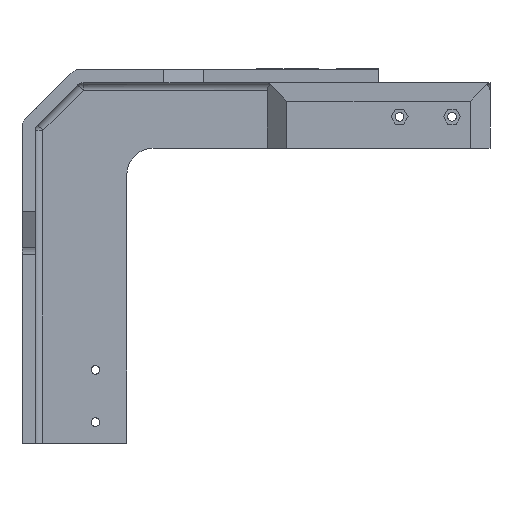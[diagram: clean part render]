
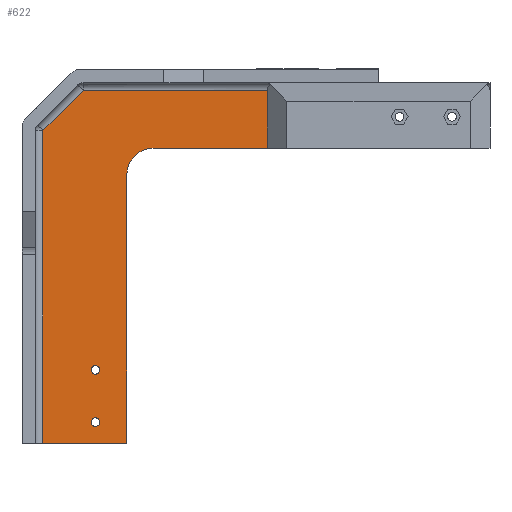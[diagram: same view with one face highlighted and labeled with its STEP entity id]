
A CAD part, front view. The second image highlights one B-rep face of the part: STEP entity #622.
In plain terms, the highlighted planar face has unit normal (0, -1, 0).
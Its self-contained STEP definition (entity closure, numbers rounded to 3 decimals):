
#78 = CARTESIAN_POINT ( 'NONE',  ( -42.5, 350., 134.5 ) ) ;
#136 = FACE_OUTER_BOUND ( 'NONE', #9628, .T. ) ;
#169 = DIRECTION ( 'NONE',  ( 0., 0., 1. ) ) ;
#252 = VECTOR ( 'NONE', #6106, 1000. ) ;
#622 = ADVANCED_FACE ( 'NONE', ( #136, #1344, #12126 ), #7971, .F. ) ;
#947 = CARTESIAN_POINT ( 'NONE',  ( -128.879, 350., 118.308 ) ) ;
#1048 = CARTESIAN_POINT ( 'NONE',  ( 0., 350., 112.5 ) ) ;
#1089 = ORIENTED_EDGE ( 'NONE', *, *, #10676, .T. ) ;
#1344 = FACE_BOUND ( 'NONE', #9772, .T. ) ;
#1355 = DIRECTION ( 'NONE',  ( 0., 1., 0. ) ) ;
#1457 = CARTESIAN_POINT ( 'NONE',  ( -108., 350., 9.65 ) ) ;
#1490 = EDGE_CURVE ( 'NONE', #8599, #6515, #13931, .T. ) ;
#1662 = AXIS2_PLACEMENT_3D ( 'NONE', #14766, #5833, #12214 ) ;
#2037 = AXIS2_PLACEMENT_3D ( 'NONE', #10777, #4240, #9475 ) ;
#2048 = VERTEX_POINT ( 'NONE', #11411 ) ;
#2293 = CARTESIAN_POINT ( 'NONE',  ( 0., 350., 134.5 ) ) ;
#3125 = CARTESIAN_POINT ( 'NONE',  ( -42.5, 350., 0. ) ) ;
#3382 = EDGE_CURVE ( 'NONE', #16451, #9211, #7559, .T. ) ;
#3566 = CARTESIAN_POINT ( 'NONE',  ( -128., 350., 0. ) ) ;
#3614 = EDGE_CURVE ( 'NONE', #11929, #8599, #3673, .T. ) ;
#3673 = LINE ( 'NONE', #7481, #8161 ) ;
#3685 = LINE ( 'NONE', #947, #252 ) ;
#3771 = CARTESIAN_POINT ( 'NONE',  ( -96., 350., 0. ) ) ;
#3989 = VECTOR ( 'NONE', #6215, 1000. ) ;
#4091 = AXIS2_PLACEMENT_3D ( 'NONE', #14315, #1355, #169 ) ;
#4240 = DIRECTION ( 'NONE',  ( 0., 1., 0. ) ) ;
#4274 = ORIENTED_EDGE ( 'NONE', *, *, #3382, .T. ) ;
#4363 = EDGE_CURVE ( 'NONE', #6515, #2048, #6275, .T. ) ;
#4470 = EDGE_CURVE ( 'NONE', #7756, #13351, #15637, .T. ) ;
#5543 = EDGE_CURVE ( 'NONE', #12187, #10230, #16363, .T. ) ;
#5551 = CARTESIAN_POINT ( 'NONE',  ( -96., 350., 102.5 ) ) ;
#5770 = VECTOR ( 'NONE', #7336, 1000. ) ;
#5799 = EDGE_LOOP ( 'NONE', ( #16616, #7900 ) ) ;
#5833 = DIRECTION ( 'NONE',  ( 0., 1., 0. ) ) ;
#5994 = DIRECTION ( 'NONE',  ( 0., 0., 1. ) ) ;
#6106 = DIRECTION ( 'NONE',  ( -0.707, 0., -0.707 ) ) ;
#6132 = DIRECTION ( 'NONE',  ( 1., 0., 0. ) ) ;
#6154 = DIRECTION ( 'NONE',  ( 0., 1., 0. ) ) ;
#6215 = DIRECTION ( 'NONE',  ( -1., 0., 0. ) ) ;
#6275 = CIRCLE ( 'NONE', #4091, 10. ) ;
#6515 = VERTEX_POINT ( 'NONE', #5551 ) ;
#7071 = CARTESIAN_POINT ( 'NONE',  ( -112.686, 350., 134.5 ) ) ;
#7081 = CARTESIAN_POINT ( 'NONE',  ( -108., 350., 26.35 ) ) ;
#7111 = CARTESIAN_POINT ( 'NONE',  ( -96., 350., 0. ) ) ;
#7336 = DIRECTION ( 'NONE',  ( 0., 0., 1. ) ) ;
#7481 = CARTESIAN_POINT ( 'NONE',  ( -128., 350., 0. ) ) ;
#7482 = ORIENTED_EDGE ( 'NONE', *, *, #4363, .T. ) ;
#7559 = LINE ( 'NONE', #3125, #14070 ) ;
#7714 = EDGE_CURVE ( 'NONE', #12157, #14082, #3685, .T. ) ;
#7756 = VERTEX_POINT ( 'NONE', #14007 ) ;
#7900 = ORIENTED_EDGE ( 'NONE', *, *, #4470, .T. ) ;
#7926 = ORIENTED_EDGE ( 'NONE', *, *, #7714, .T. ) ;
#7971 = PLANE ( 'NONE',  #16384 ) ;
#8161 = VECTOR ( 'NONE', #6132, 1000. ) ;
#8599 = VERTEX_POINT ( 'NONE', #3771 ) ;
#8919 = EDGE_CURVE ( 'NONE', #10230, #12187, #14015, .T. ) ;
#9211 = VERTEX_POINT ( 'NONE', #78 ) ;
#9247 = DIRECTION ( 'NONE',  ( 0., 0., -1. ) ) ;
#9470 = ORIENTED_EDGE ( 'NONE', *, *, #3614, .T. ) ;
#9475 = DIRECTION ( 'NONE',  ( 0., 0., 1. ) ) ;
#9628 = EDGE_LOOP ( 'NONE', ( #10448, #7482, #1089, #4274, #15867, #7926, #11351, #9470 ) ) ;
#9632 = EDGE_CURVE ( 'NONE', #14082, #11929, #14393, .T. ) ;
#9772 = EDGE_LOOP ( 'NONE', ( #13000, #13995 ) ) ;
#9916 = VECTOR ( 'NONE', #9247, 1000. ) ;
#9955 = CARTESIAN_POINT ( 'NONE',  ( -42.5, 350., 112.5 ) ) ;
#10014 = CARTESIAN_POINT ( 'NONE',  ( -108., 350., 8. ) ) ;
#10062 = DIRECTION ( 'NONE',  ( 0., 1., 0. ) ) ;
#10230 = VERTEX_POINT ( 'NONE', #1457 ) ;
#10448 = ORIENTED_EDGE ( 'NONE', *, *, #1490, .T. ) ;
#10676 = EDGE_CURVE ( 'NONE', #2048, #16451, #16724, .T. ) ;
#10777 = CARTESIAN_POINT ( 'NONE',  ( -108., 350., 28. ) ) ;
#10923 = LINE ( 'NONE', #2293, #3989 ) ;
#11351 = ORIENTED_EDGE ( 'NONE', *, *, #9632, .T. ) ;
#11411 = CARTESIAN_POINT ( 'NONE',  ( -86., 350., 112.5 ) ) ;
#11892 = CARTESIAN_POINT ( 'NONE',  ( 0., 350., 0. ) ) ;
#11929 = VERTEX_POINT ( 'NONE', #3566 ) ;
#12126 = FACE_BOUND ( 'NONE', #5799, .T. ) ;
#12157 = VERTEX_POINT ( 'NONE', #7071 ) ;
#12187 = VERTEX_POINT ( 'NONE', #14978 ) ;
#12214 = DIRECTION ( 'NONE',  ( 0., 0., 1. ) ) ;
#12424 = DIRECTION ( 'NONE',  ( 0., 0., 1. ) ) ;
#12811 = CARTESIAN_POINT ( 'NONE',  ( -128., 350., 119.186 ) ) ;
#12872 = DIRECTION ( 'NONE',  ( 1., 0., 0. ) ) ;
#13000 = ORIENTED_EDGE ( 'NONE', *, *, #5543, .T. ) ;
#13209 = DIRECTION ( 'NONE',  ( 0., 0., 1. ) ) ;
#13308 = EDGE_CURVE ( 'NONE', #13351, #7756, #15783, .T. ) ;
#13351 = VERTEX_POINT ( 'NONE', #7081 ) ;
#13498 = AXIS2_PLACEMENT_3D ( 'NONE', #10014, #10062, #12424 ) ;
#13931 = LINE ( 'NONE', #7111, #5770 ) ;
#13952 = AXIS2_PLACEMENT_3D ( 'NONE', #15027, #6154, #5994 ) ;
#13995 = ORIENTED_EDGE ( 'NONE', *, *, #8919, .T. ) ;
#14007 = CARTESIAN_POINT ( 'NONE',  ( -108., 350., 29.65 ) ) ;
#14015 = CIRCLE ( 'NONE', #13498, 1.65 ) ;
#14070 = VECTOR ( 'NONE', #16083, 1000. ) ;
#14077 = EDGE_CURVE ( 'NONE', #9211, #12157, #10923, .T. ) ;
#14082 = VERTEX_POINT ( 'NONE', #12811 ) ;
#14315 = CARTESIAN_POINT ( 'NONE',  ( -86., 350., 102.5 ) ) ;
#14393 = LINE ( 'NONE', #15839, #9916 ) ;
#14457 = DIRECTION ( 'NONE',  ( 0., 1., 0. ) ) ;
#14766 = CARTESIAN_POINT ( 'NONE',  ( -108., 350., 28. ) ) ;
#14978 = CARTESIAN_POINT ( 'NONE',  ( -108., 350., 6.35 ) ) ;
#15027 = CARTESIAN_POINT ( 'NONE',  ( -108., 350., 8. ) ) ;
#15637 = CIRCLE ( 'NONE', #2037, 1.65 ) ;
#15783 = CIRCLE ( 'NONE', #1662, 1.65 ) ;
#15839 = CARTESIAN_POINT ( 'NONE',  ( -128., 350., 0. ) ) ;
#15867 = ORIENTED_EDGE ( 'NONE', *, *, #14077, .T. ) ;
#15905 = VECTOR ( 'NONE', #12872, 1000. ) ;
#16083 = DIRECTION ( 'NONE',  ( 0., 0., 1. ) ) ;
#16363 = CIRCLE ( 'NONE', #13952, 1.65 ) ;
#16384 = AXIS2_PLACEMENT_3D ( 'NONE', #11892, #14457, #13209 ) ;
#16451 = VERTEX_POINT ( 'NONE', #9955 ) ;
#16616 = ORIENTED_EDGE ( 'NONE', *, *, #13308, .T. ) ;
#16724 = LINE ( 'NONE', #1048, #15905 ) ;
